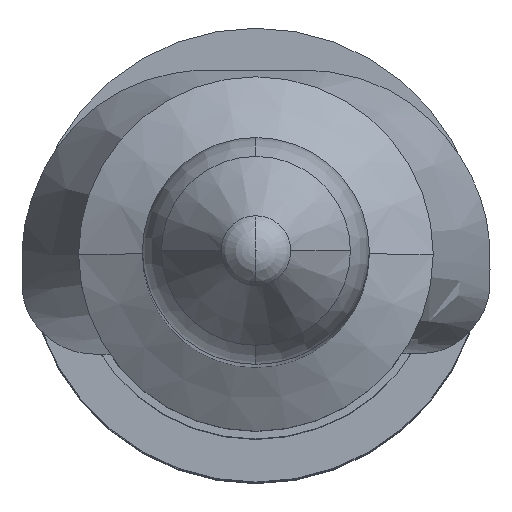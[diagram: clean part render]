
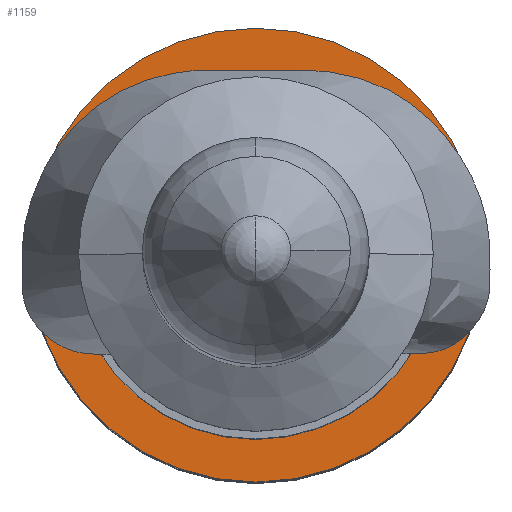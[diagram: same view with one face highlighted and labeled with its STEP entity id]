
A CAD part, top view. The second image highlights one B-rep face of the part: STEP entity #1159.
In plain terms, the highlighted planar face has unit normal (0, 0, 1).
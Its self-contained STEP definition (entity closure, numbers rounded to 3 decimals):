
#2 = CARTESIAN_POINT ( 'NONE',  ( 0., 0., 6.7 ) ) ;
#8 = EDGE_LOOP ( 'NONE', ( #262, #851 ) ) ;
#32 = CARTESIAN_POINT ( 'NONE',  ( 1.3, 0., 6.7 ) ) ;
#63 = VERTEX_POINT ( 'NONE', #500 ) ;
#95 = AXIS2_PLACEMENT_3D ( 'NONE', #795, #1241, #914 ) ;
#134 = DIRECTION ( 'NONE',  ( 1., 0., 0. ) ) ;
#135 = CARTESIAN_POINT ( 'NONE',  ( 0., 0., 6.7 ) ) ;
#198 = CARTESIAN_POINT ( 'NONE',  ( -1.6, 0., 6.7 ) ) ;
#203 = CARTESIAN_POINT ( 'NONE',  ( 0., 0., 6.7 ) ) ;
#239 = EDGE_CURVE ( 'NONE', #63, #1135, #536, .T. ) ;
#262 = ORIENTED_EDGE ( 'NONE', *, *, #888, .F. ) ;
#295 = CIRCLE ( 'NONE', #95, 1.3 ) ;
#318 = FACE_BOUND ( 'NONE', #8, .T. ) ;
#336 = CARTESIAN_POINT ( 'NONE',  ( -1.3, 0., 6.7 ) ) ;
#373 = ORIENTED_EDGE ( 'NONE', *, *, #239, .T. ) ;
#427 = DIRECTION ( 'NONE',  ( 1., 0., 0. ) ) ;
#428 = CIRCLE ( 'NONE', #485, 1.6 ) ;
#438 = DIRECTION ( 'NONE',  ( 0., 0., 1. ) ) ;
#482 = DIRECTION ( 'NONE',  ( 1., 0., 0. ) ) ;
#483 = ORIENTED_EDGE ( 'NONE', *, *, #784, .T. ) ;
#485 = AXIS2_PLACEMENT_3D ( 'NONE', #203, #438, #1170 ) ;
#500 = CARTESIAN_POINT ( 'NONE',  ( 1.6, 0., 6.7 ) ) ;
#532 = PLANE ( 'NONE',  #743 ) ;
#536 = CIRCLE ( 'NONE', #1155, 1.6 ) ;
#577 = VERTEX_POINT ( 'NONE', #32 ) ;
#652 = FACE_OUTER_BOUND ( 'NONE', #681, .T. ) ;
#681 = EDGE_LOOP ( 'NONE', ( #373, #483 ) ) ;
#686 = CARTESIAN_POINT ( 'NONE',  ( 0., 0., 6.7 ) ) ;
#743 = AXIS2_PLACEMENT_3D ( 'NONE', #2, #1334, #427 ) ;
#784 = EDGE_CURVE ( 'NONE', #1135, #63, #428, .T. ) ;
#789 = EDGE_CURVE ( 'NONE', #1358, #577, #1434, .T. ) ;
#795 = CARTESIAN_POINT ( 'NONE',  ( 0., 0., 6.7 ) ) ;
#810 = AXIS2_PLACEMENT_3D ( 'NONE', #135, #1380, #482 ) ;
#851 = ORIENTED_EDGE ( 'NONE', *, *, #789, .F. ) ;
#888 = EDGE_CURVE ( 'NONE', #577, #1358, #295, .T. ) ;
#914 = DIRECTION ( 'NONE',  ( 1., 0., 0. ) ) ;
#1130 = DIRECTION ( 'NONE',  ( 0., 0., 1. ) ) ;
#1135 = VERTEX_POINT ( 'NONE', #198 ) ;
#1155 = AXIS2_PLACEMENT_3D ( 'NONE', #686, #1130, #134 ) ;
#1159 = ADVANCED_FACE ( 'NONE', ( #652, #318 ), #532, .T. ) ;
#1170 = DIRECTION ( 'NONE',  ( 1., 0., 0. ) ) ;
#1241 = DIRECTION ( 'NONE',  ( 0., 0., 1. ) ) ;
#1334 = DIRECTION ( 'NONE',  ( 0., 0., 1. ) ) ;
#1358 = VERTEX_POINT ( 'NONE', #336 ) ;
#1380 = DIRECTION ( 'NONE',  ( 0., 0., 1. ) ) ;
#1434 = CIRCLE ( 'NONE', #810, 1.3 ) ;
